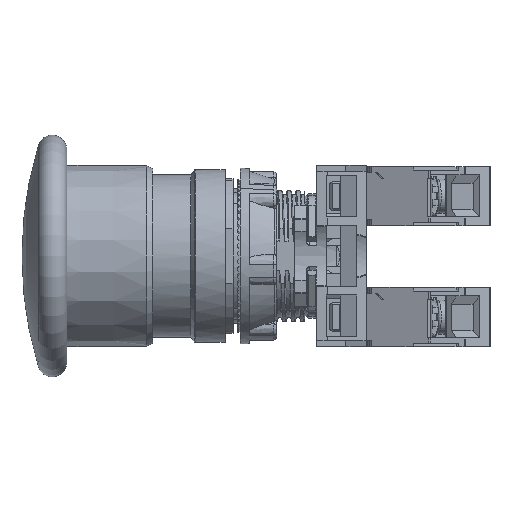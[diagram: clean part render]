
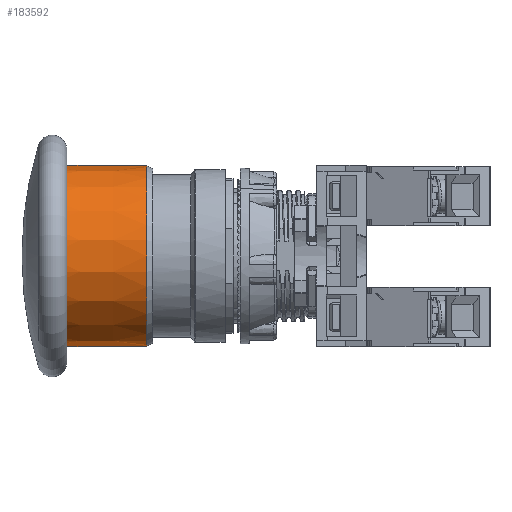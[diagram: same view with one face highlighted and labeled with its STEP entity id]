
A CAD part, left-side view. The second image highlights one B-rep face of the part: STEP entity #183592.
In plain terms, the highlighted conical face has half-angle 0.316 degrees and reference radius 14.951 mm.
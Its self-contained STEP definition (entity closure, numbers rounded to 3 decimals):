
#160793=CARTESIAN_POINT('',(0.,31.8,0.));
#160794=DIRECTION('',(0.,-1.,0.));
#160795=DIRECTION('',(-1.,0.,0.));
#160796=AXIS2_PLACEMENT_3D('',#160793,#160794,#160795);
#160798=DIRECTION('',(-0.006,-1.,
0.));
#160799=VECTOR('',#160798,16.508);
#160800=CARTESIAN_POINT('',(14.996,48.307,
0.));
#160801=LINE('',#160800,#160799);
#160802=CARTESIAN_POINT('',(0.,48.307,0.));
#160803=DIRECTION('',(0.,1.,0.));
#160804=DIRECTION('',(1.,0.,0.));
#160805=AXIS2_PLACEMENT_3D('',#160802,#160803,#160804);
#160807=DIRECTION('',(0.006,-1.,
0.));
#160808=VECTOR('',#160807,16.508);
#160809=CARTESIAN_POINT('',(-14.996,48.307,
0.));
#160810=LINE('',#160809,#160808);
#172744=CARTESIAN_POINT('',(-14.996,48.307,0.));
#172745=CARTESIAN_POINT('',(14.996,48.307,0.));
#172746=VERTEX_POINT('',#172744);
#172747=VERTEX_POINT('',#172745);
#172752=CARTESIAN_POINT('',(14.906,31.8,0.));
#172753=CARTESIAN_POINT('',(-14.906,31.8,0.));
#172754=VERTEX_POINT('',#172752);
#172755=VERTEX_POINT('',#172753);
#183578=CARTESIAN_POINT('',(0.,40.054,0.));
#183579=DIRECTION('',(0.,1.,0.));
#183580=DIRECTION('',(1.,0.,0.));
#183581=AXIS2_PLACEMENT_3D('',#183578,#183579,#183580);
#183582=CONICAL_SURFACE('',#183581,14.951,0.316);
#183583=ORIENTED_EDGE('',*,*,#183565,.T.);
#183585=ORIENTED_EDGE('',*,*,#183584,.F.);
#183587=ORIENTED_EDGE('',*,*,#183586,.T.);
#183589=ORIENTED_EDGE('',*,*,#183588,.T.);
#183590=EDGE_LOOP('',(#183583,#183585,#183587,#183589));
#183591=FACE_OUTER_BOUND('',#183590,.F.);
#160797=CIRCLE('',#160796,14.906);
#160806=CIRCLE('',#160805,14.996);
#183565=EDGE_CURVE('',#172755,#172754,#160797,.T.);
#183584=EDGE_CURVE('',#172747,#172754,#160801,.T.);
#183586=EDGE_CURVE('',#172747,#172746,#160806,.T.);
#183588=EDGE_CURVE('',#172746,#172755,#160810,.T.);
#183592=ADVANCED_FACE('',(#183591),#183582,.T.);
